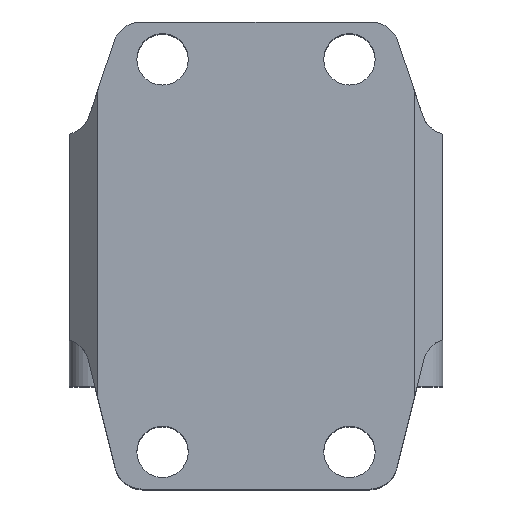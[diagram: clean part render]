
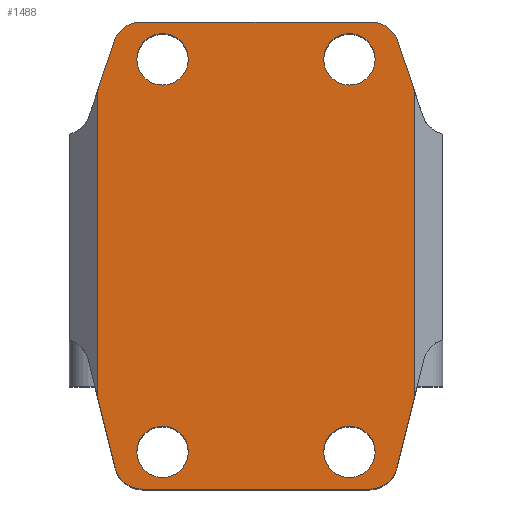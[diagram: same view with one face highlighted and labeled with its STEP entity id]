
A CAD part, top view. The second image highlights one B-rep face of the part: STEP entity #1488.
In plain terms, the highlighted planar face has unit normal (0, 0, 1).
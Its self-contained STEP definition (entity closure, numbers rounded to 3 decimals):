
#89=FACE_BOUND('',#265,.T.);
#90=FACE_BOUND('',#266,.T.);
#91=FACE_BOUND('',#267,.T.);
#92=FACE_BOUND('',#268,.T.);
#121=PLANE('',#1618);
#169=FACE_OUTER_BOUND('',#264,.T.);
#264=EDGE_LOOP('',(#1129,#1130,#1131,#1132,#1133,#1134,#1135,#1136,#1137,
#1138,#1139,#1140));
#265=EDGE_LOOP('',(#1141));
#266=EDGE_LOOP('',(#1142));
#267=EDGE_LOOP('',(#1143));
#268=EDGE_LOOP('',(#1144));
#394=LINE('',#2374,#518);
#396=LINE('',#2378,#520);
#397=LINE('',#2382,#521);
#398=LINE('',#2386,#522);
#399=LINE('',#2388,#523);
#400=LINE('',#2390,#524);
#401=LINE('',#2394,#525);
#402=LINE('',#2397,#526);
#518=VECTOR('',#1872,10.);
#520=VECTOR('',#1876,10.);
#521=VECTOR('',#1879,10.);
#522=VECTOR('',#1882,10.);
#523=VECTOR('',#1883,10.);
#524=VECTOR('',#1884,10.);
#525=VECTOR('',#1887,10.);
#526=VECTOR('',#1890,10.);
#627=CIRCLE('',#1619,3.);
#628=CIRCLE('',#1620,3.);
#629=CIRCLE('',#1621,3.);
#630=CIRCLE('',#1622,3.);
#631=CIRCLE('',#1623,2.75);
#632=CIRCLE('',#1624,2.75);
#633=CIRCLE('',#1625,2.75);
#634=CIRCLE('',#1626,2.75);
#731=VERTEX_POINT('',#2371);
#732=VERTEX_POINT('',#2373);
#733=VERTEX_POINT('',#2377);
#734=VERTEX_POINT('',#2379);
#735=VERTEX_POINT('',#2381);
#736=VERTEX_POINT('',#2383);
#737=VERTEX_POINT('',#2385);
#738=VERTEX_POINT('',#2387);
#739=VERTEX_POINT('',#2389);
#740=VERTEX_POINT('',#2391);
#741=VERTEX_POINT('',#2393);
#742=VERTEX_POINT('',#2395);
#743=VERTEX_POINT('',#2398);
#744=VERTEX_POINT('',#2400);
#745=VERTEX_POINT('',#2402);
#746=VERTEX_POINT('',#2404);
#885=EDGE_CURVE('',#731,#732,#394,.T.);
#887=EDGE_CURVE('',#731,#733,#396,.T.);
#888=EDGE_CURVE('',#734,#733,#627,.T.);
#889=EDGE_CURVE('',#735,#734,#397,.T.);
#890=EDGE_CURVE('',#736,#735,#628,.T.);
#891=EDGE_CURVE('',#737,#736,#398,.T.);
#892=EDGE_CURVE('',#738,#737,#399,.T.);
#893=EDGE_CURVE('',#739,#738,#400,.T.);
#894=EDGE_CURVE('',#740,#739,#629,.T.);
#895=EDGE_CURVE('',#741,#740,#401,.T.);
#896=EDGE_CURVE('',#742,#741,#630,.T.);
#897=EDGE_CURVE('',#732,#742,#402,.T.);
#898=EDGE_CURVE('',#743,#743,#631,.T.);
#899=EDGE_CURVE('',#744,#744,#632,.T.);
#900=EDGE_CURVE('',#745,#745,#633,.T.);
#901=EDGE_CURVE('',#746,#746,#634,.T.);
#1129=ORIENTED_EDGE('',*,*,#885,.F.);
#1130=ORIENTED_EDGE('',*,*,#887,.T.);
#1131=ORIENTED_EDGE('',*,*,#888,.F.);
#1132=ORIENTED_EDGE('',*,*,#889,.F.);
#1133=ORIENTED_EDGE('',*,*,#890,.F.);
#1134=ORIENTED_EDGE('',*,*,#891,.F.);
#1135=ORIENTED_EDGE('',*,*,#892,.F.);
#1136=ORIENTED_EDGE('',*,*,#893,.F.);
#1137=ORIENTED_EDGE('',*,*,#894,.F.);
#1138=ORIENTED_EDGE('',*,*,#895,.F.);
#1139=ORIENTED_EDGE('',*,*,#896,.F.);
#1140=ORIENTED_EDGE('',*,*,#897,.F.);
#1141=ORIENTED_EDGE('',*,*,#898,.T.);
#1142=ORIENTED_EDGE('',*,*,#899,.T.);
#1143=ORIENTED_EDGE('',*,*,#900,.T.);
#1144=ORIENTED_EDGE('',*,*,#901,.T.);
#1488=ADVANCED_FACE('',(#169,#89,#90,#91,#92),#121,.T.);
#1618=AXIS2_PLACEMENT_3D('',#2376,#1874,#1875);
#1619=AXIS2_PLACEMENT_3D('',#2380,#1877,#1878);
#1620=AXIS2_PLACEMENT_3D('',#2384,#1880,#1881);
#1621=AXIS2_PLACEMENT_3D('',#2392,#1885,#1886);
#1622=AXIS2_PLACEMENT_3D('',#2396,#1888,#1889);
#1623=AXIS2_PLACEMENT_3D('',#2399,#1891,#1892);
#1624=AXIS2_PLACEMENT_3D('',#2401,#1893,#1894);
#1625=AXIS2_PLACEMENT_3D('',#2403,#1895,#1896);
#1626=AXIS2_PLACEMENT_3D('',#2405,#1897,#1898);
#1872=DIRECTION('',(0.,1.,0.));
#1874=DIRECTION('center_axis',(0.,0.,1.));
#1875=DIRECTION('ref_axis',(1.,0.,0.));
#1876=DIRECTION('',(0.243,-0.97,0.));
#1877=DIRECTION('center_axis',(0.,0.,-1.));
#1878=DIRECTION('ref_axis',(-0.615,-0.788,0.));
#1879=DIRECTION('',(-1.,0.,0.));
#1880=DIRECTION('center_axis',(0.,0.,-1.));
#1881=DIRECTION('ref_axis',(0.615,-0.788,0.));
#1882=DIRECTION('',(-0.243,-0.97,0.));
#1883=DIRECTION('',(0.,-1.,0.));
#1884=DIRECTION('',(0.316,-0.949,0.));
#1885=DIRECTION('center_axis',(0.,0.,-1.));
#1886=DIRECTION('ref_axis',(0.585,0.811,0.));
#1887=DIRECTION('',(1.,0.,0.));
#1888=DIRECTION('center_axis',(0.,0.,-1.));
#1889=DIRECTION('ref_axis',(-0.585,0.811,0.));
#1890=DIRECTION('',(0.316,0.949,0.));
#1891=DIRECTION('center_axis',(0.,0.,-1.));
#1892=DIRECTION('ref_axis',(-1.,0.,0.));
#1893=DIRECTION('center_axis',(0.,0.,-1.));
#1894=DIRECTION('ref_axis',(-1.,0.,0.));
#1895=DIRECTION('center_axis',(0.,0.,-1.));
#1896=DIRECTION('ref_axis',(-1.,0.,0.));
#1897=DIRECTION('center_axis',(0.,0.,-1.));
#1898=DIRECTION('ref_axis',(-1.,0.,0.));
#2371=CARTESIAN_POINT('',(-17.,-6.,25.8));
#2373=CARTESIAN_POINT('',(-17.,26.5,25.8));
#2374=CARTESIAN_POINT('',(-17.,0.,25.8));
#2376=CARTESIAN_POINT('Origin',(-20.,0.,25.8));
#2377=CARTESIAN_POINT('',(-15.068,-13.728,25.8));
#2378=CARTESIAN_POINT('',(-18.5,0.,25.8));
#2379=CARTESIAN_POINT('',(-12.158,-16.,25.8));
#2380=CARTESIAN_POINT('Origin',(-12.158,-13.,25.8));
#2381=CARTESIAN_POINT('',(12.158,-16.,25.8));
#2382=CARTESIAN_POINT('',(14.5,-16.,25.8));
#2383=CARTESIAN_POINT('',(15.068,-13.728,25.8));
#2384=CARTESIAN_POINT('Origin',(12.158,-13.,25.8));
#2385=CARTESIAN_POINT('',(17.,-6.,25.8));
#2386=CARTESIAN_POINT('',(18.5,0.,25.8));
#2387=CARTESIAN_POINT('',(17.,26.5,25.8));
#2388=CARTESIAN_POINT('',(17.,0.,25.8));
#2389=CARTESIAN_POINT('',(15.184,31.949,25.8));
#2390=CARTESIAN_POINT('',(14.5,34.,25.8));
#2391=CARTESIAN_POINT('',(12.338,34.,25.8));
#2392=CARTESIAN_POINT('Origin',(12.338,31.,25.8));
#2393=CARTESIAN_POINT('',(-12.338,34.,25.8));
#2394=CARTESIAN_POINT('',(-14.5,34.,25.8));
#2395=CARTESIAN_POINT('',(-15.184,31.949,25.8));
#2396=CARTESIAN_POINT('Origin',(-12.338,31.,25.8));
#2397=CARTESIAN_POINT('',(-18.5,22.,25.8));
#2398=CARTESIAN_POINT('',(12.75,30.,25.8));
#2399=CARTESIAN_POINT('Origin',(10.,30.,25.8));
#2400=CARTESIAN_POINT('',(12.75,-12.,25.8));
#2401=CARTESIAN_POINT('Origin',(10.,-12.,25.8));
#2402=CARTESIAN_POINT('',(-7.25,30.,25.8));
#2403=CARTESIAN_POINT('Origin',(-10.,30.,25.8));
#2404=CARTESIAN_POINT('',(-7.25,-12.,25.8));
#2405=CARTESIAN_POINT('Origin',(-10.,-12.,25.8));
